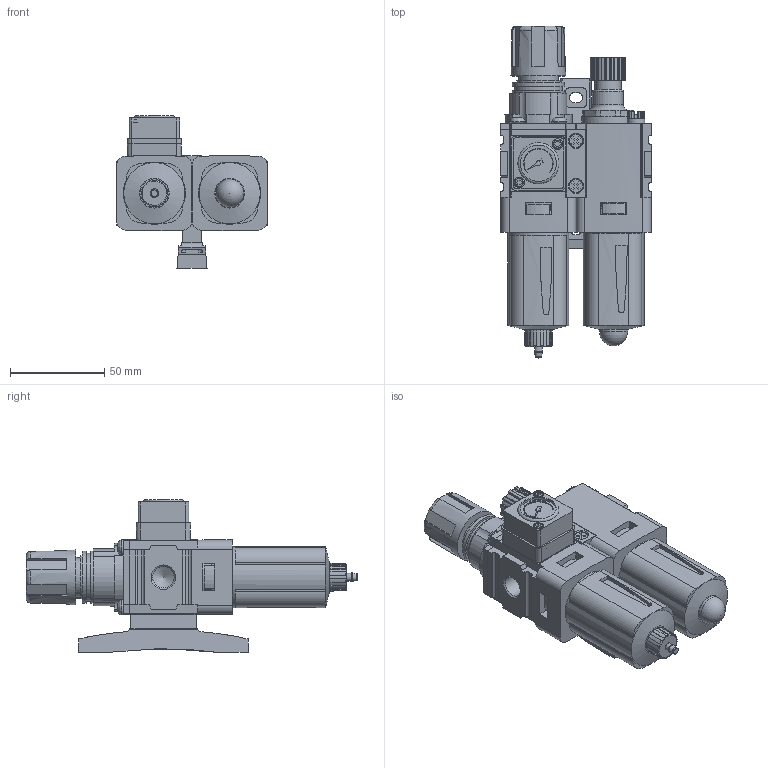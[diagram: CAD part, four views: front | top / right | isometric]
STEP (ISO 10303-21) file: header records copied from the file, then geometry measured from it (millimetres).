
FILE_DESCRIPTION( ( 'STEP AP214' ), ' ' );
FILE_NAME( 'P31CA12GEMNTLNW.stp', '2017-09-21T09:10:48', ( '' ), ( '' ), ' ', 'PARTsolutions', ' ' );
FILE_SCHEMA( ( 'AUTOMOTIVE_DESIGN { 1 0 10303 214 1 1 1 1 }' ) );
Length unit declared in the file: inch
Products named in the file (9): P31CA12GEMNTLNW; _P31EB12EGT_body; _P31EBGM_bowl; _P31EBGM_drain; _P31EBGB_regulator; _P31EB1GT_gauge; _P31KA00MT_TBC; _P31LB12LGNN_body; _P31LBG_bowl
Assembly tree (8 placements, depth 2):
  P31CA12GEMNTLNW
    _P31EB12EGT_body
    _P31EBGM_bowl
    _P31EBGM_drain
    _P31EBGB_regulator
    _P31EB1GT_gauge
    _P31KA00MT_TBC
    _P31LB12LGNN_body
    _P31LBG_bowl
Bounding box: 80 x 176.41 x 81.3 mm (x, y, z)
Volume: 262368.8 mm3; surface area: 94954.1 mm2
Topology: 8 solids, 9 shells, 1045 faces, 2756 edges, 1813 vertices
Faces by surface type: plane 638, cylinder 340, cone 41, torus 20, bspline 4, sphere 2
Full cylindrical faces by diameter (mm): 3 x2, 3.5 x4, 3.556 x1, 4 x4, 4.064 x1, 4.4 x4, 4.572 x1, 5.45 x2, 5.588 x2, 6 x2, 6.35 x1, 6.8 x2, 7.2 x2, 8.566 x1, 8.992 x1, 9.398 x2, 9.55 x2, 9.728 x3, 10.058 x1, 10.668 x1, 11.445 x4, 12.192 x1, 13.97 x2, 14.148 x2, 14.453 x1, 14.986 x1, 15 x1, 16.51 x1, 19 x2, 19.304 x1
Entity records: 40519 total; most frequent: CARTESIAN_POINT 6232, DIRECTION 5465, ORIENTED_EDGE 5154, EDGE_CURVE 2577, AXIS2_PLACEMENT_3D 1940, VERTEX_POINT 1783, LINE 1585, VECTOR 1585
